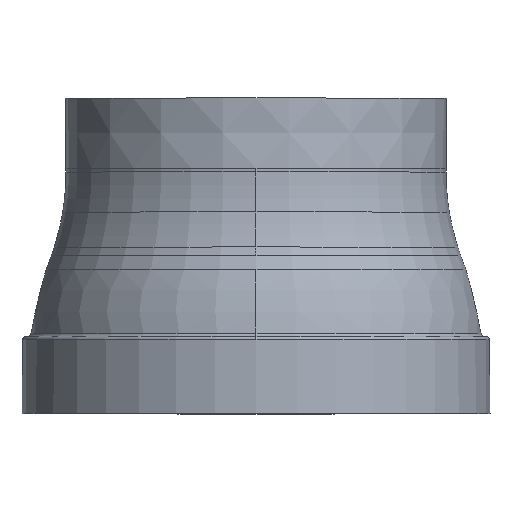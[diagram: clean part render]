
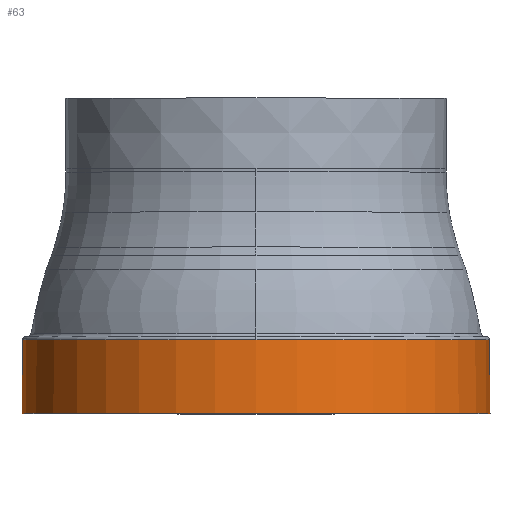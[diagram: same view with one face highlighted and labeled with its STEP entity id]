
A CAD part, top view. The second image highlights one B-rep face of the part: STEP entity #63.
In plain terms, the highlighted conical face has half-angle 0.5 degrees and reference radius 66.7 mm.
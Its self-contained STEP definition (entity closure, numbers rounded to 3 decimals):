
#63=ADVANCED_FACE('',(#123),#124,.T.);
#123=FACE_OUTER_BOUND('',#222,.T.);
#124=CONICAL_SURFACE('',#223,66.7,0.009);
#222=EDGE_LOOP('',(#396,#397,#398,#399,#400));
#223=AXIS2_PLACEMENT_3D('',#401,#402,#403);
#396=ORIENTED_EDGE('',*,*,#715,.F.);
#397=ORIENTED_EDGE('',*,*,#716,.T.);
#398=ORIENTED_EDGE('',*,*,#717,.F.);
#399=ORIENTED_EDGE('',*,*,#711,.F.);
#400=ORIENTED_EDGE('',*,*,#718,.F.);
#401=CARTESIAN_POINT('',(70.0,489.565,0.0));
#402=DIRECTION('',(-0.0,-1.0,-0.0));
#403=DIRECTION('',(-1.0,0.0,0.0));
#711=EDGE_CURVE('',#859,#862,#863,.T.);
#715=EDGE_CURVE('',#869,#870,#871,.T.);
#716=EDGE_CURVE('',#869,#872,#873,.T.);
#717=EDGE_CURVE('',#862,#872,#874,.T.);
#718=EDGE_CURVE('',#870,#859,#875,.T.);
#859=VERTEX_POINT('',#1053);
#862=VERTEX_POINT('',#1056);
#863=CIRCLE('',#1057,66.609);
#869=VERTEX_POINT('',#1063);
#870=VERTEX_POINT('',#1064);
#871=LINE('',#1065,#1066);
#872=VERTEX_POINT('',#1067);
#873=CIRCLE('',#1068,66.792);
#874=LINE('',#1069,#1070);
#875=CIRCLE('',#1071,66.609);
#1053=CARTESIAN_POINT('',(70.0,500.07,66.609));
#1056=CARTESIAN_POINT('',(136.609,500.07,0.));
#1057=AXIS2_PLACEMENT_3D('',#1303,#1304,#1305);
#1063=CARTESIAN_POINT('',(3.208,479.061,0.0));
#1064=CARTESIAN_POINT('',(3.391,500.07,0.0));
#1065=CARTESIAN_POINT('',(3.3,489.565,0.));
#1066=VECTOR('',#1315,1.0);
#1067=CARTESIAN_POINT('',(136.792,479.061,0.));
#1068=AXIS2_PLACEMENT_3D('',#1316,#1317,#1318);
#1069=CARTESIAN_POINT('',(136.7,489.565,0.));
#1070=VECTOR('',#1319,1.0);
#1071=AXIS2_PLACEMENT_3D('',#1320,#1321,#1322);
#1303=CARTESIAN_POINT('',(70.0,500.07,0.0));
#1304=DIRECTION('',(0.0,1.0,0.0));
#1305=DIRECTION('',(-1.0,0.0,0.0));
#1315=DIRECTION('',(0.009,1.,0.));
#1316=CARTESIAN_POINT('',(70.0,479.061,0.0));
#1317=DIRECTION('',(0.0,1.0,0.0));
#1318=DIRECTION('',(-1.0,0.0,0.0));
#1319=DIRECTION('',(0.009,-1.,0.));
#1320=CARTESIAN_POINT('',(70.0,500.07,0.0));
#1321=DIRECTION('',(0.0,1.0,0.0));
#1322=DIRECTION('',(-1.0,0.0,0.0));
